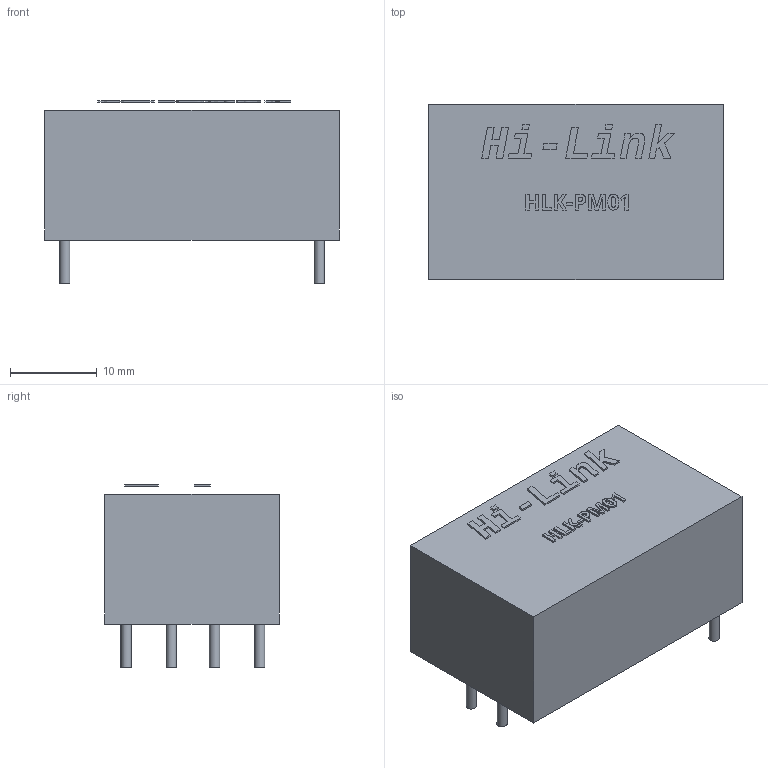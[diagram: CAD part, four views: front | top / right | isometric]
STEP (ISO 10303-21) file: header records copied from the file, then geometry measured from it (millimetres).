
FILE_DESCRIPTION(('FreeCAD Model'),'2;1');
FILE_NAME('hlk-pm01.step', '2016-07-05T16:29:34',('Author'),(''), 'Open CASCADE STEP processor 6.8','FreeCAD','Unknown');
FILE_SCHEMA(('AUTOMOTIVE_DESIGN_CC2 { 1 2 10303 214 -1 1 5 4 }'));
Length unit declared in the file: millimetre
Products named in the file (2): ASSEMBLY; refine_Fusion
Assembly tree (1 placements, depth 2):
  ASSEMBLY
    refine_Fusion
Bounding box: 34 x 20.2 x 21.1 mm (x, y, z)
Volume: 10332.2 mm3; surface area: 3182.9 mm2
Topology: 18 solids, 18 shells, 260 faces, 660 edges, 440 vertices
Faces by surface type: plane 180, extrusion 76, cylinder 4
Full cylindrical faces by diameter (mm): 1.2 x4
Entity records: 16594 total; most frequent: CARTESIAN_POINT 3490, DIRECTION 2124, VECTOR 1736, LINE 1660, ORIENTED_EDGE 1320, PCURVE 1320, DEFINITIONAL_REPRESENTATION 1320, EDGE_CURVE 660
